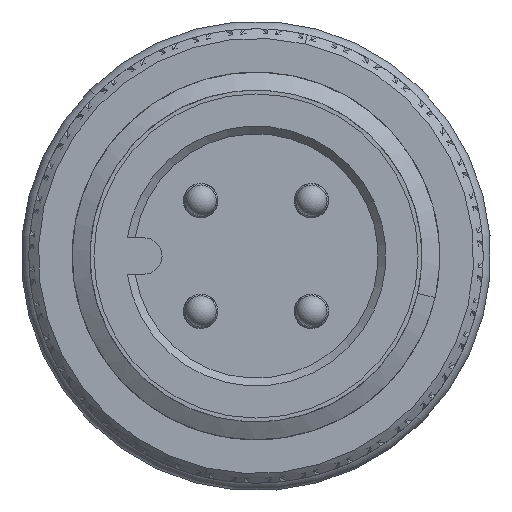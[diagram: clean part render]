
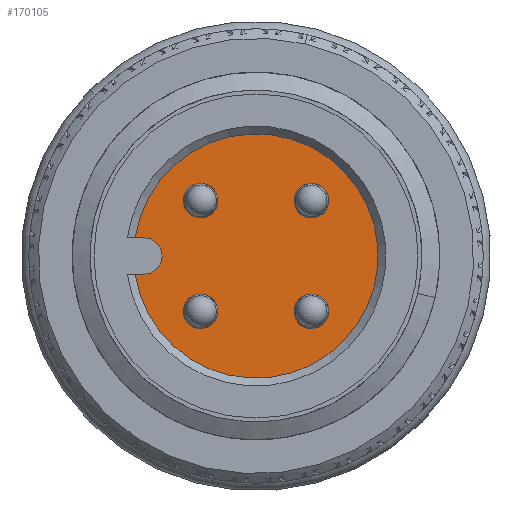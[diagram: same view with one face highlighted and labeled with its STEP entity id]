
A CAD part, left-side view. The second image highlights one B-rep face of the part: STEP entity #170105.
In plain terms, the highlighted face is planar.
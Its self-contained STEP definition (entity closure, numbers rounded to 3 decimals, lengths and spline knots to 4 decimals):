
#51491=DIRECTION('',(0.,0.,1.));
#51492=VECTOR('',#51491,0.2766);
#51493=CARTESIAN_POINT('',(28.15,0.58,3.88));
#51494=LINE('',#51493,#51492);
#51495=CARTESIAN_POINT('',(28.15,-0.58,4.1566));
#51502=CARTESIAN_POINT('',(28.15,0.,0.3));
#51503=DIRECTION('',(1.,0.,0.));
#51504=DIRECTION('',(0.,-0.149,0.989));
#51505=AXIS2_PLACEMENT_3D('',#51502,#51503,#51504);
#51514=DIRECTION('',(0.,0.,1.));
#51515=VECTOR('',#51514,0.2766);
#51516=CARTESIAN_POINT('',(28.15,-0.58,3.88));
#51517=LINE('',#51516,#51515);
#51518=CARTESIAN_POINT('',(28.15,0.,3.88));
#51519=DIRECTION('',(-1.,0.,0.));
#51520=DIRECTION('',(0.,1.,0.));
#51521=AXIS2_PLACEMENT_3D('',#51518,#51519,#51520);
#51523=CARTESIAN_POINT('',(28.15,-1.7678,-1.4678));
#51524=DIRECTION('',(-1.,0.,0.));
#51525=DIRECTION('',(0.,-1.,0.));
#51526=AXIS2_PLACEMENT_3D('',#51523,#51524,#51525);
#51528=CARTESIAN_POINT('',(28.15,-1.7678,-1.4678));
#51529=DIRECTION('',(-1.,0.,0.));
#51530=DIRECTION('',(0.,1.,0.));
#51531=AXIS2_PLACEMENT_3D('',#51528,#51529,#51530);
#51533=CARTESIAN_POINT('',(28.15,1.7678,-1.4678));
#51534=DIRECTION('',(-1.,0.,0.));
#51535=DIRECTION('',(0.,-1.,0.));
#51536=AXIS2_PLACEMENT_3D('',#51533,#51534,#51535);
#51538=CARTESIAN_POINT('',(28.15,1.7678,-1.4678));
#51539=DIRECTION('',(-1.,0.,0.));
#51540=DIRECTION('',(0.,1.,0.));
#51541=AXIS2_PLACEMENT_3D('',#51538,#51539,#51540);
#51543=CARTESIAN_POINT('',(28.15,1.7678,2.0678));
#51544=DIRECTION('',(-1.,0.,0.));
#51545=DIRECTION('',(0.,-1.,0.));
#51546=AXIS2_PLACEMENT_3D('',#51543,#51544,#51545);
#51548=CARTESIAN_POINT('',(28.15,1.7678,2.0678));
#51549=DIRECTION('',(-1.,0.,0.));
#51550=DIRECTION('',(0.,1.,0.));
#51551=AXIS2_PLACEMENT_3D('',#51548,#51549,#51550);
#51553=CARTESIAN_POINT('',(28.15,-1.7678,2.0678));
#51554=DIRECTION('',(-1.,0.,0.));
#51555=DIRECTION('',(0.,-1.,0.));
#51556=AXIS2_PLACEMENT_3D('',#51553,#51554,#51555);
#51558=CARTESIAN_POINT('',(28.15,-1.7678,2.0678));
#51559=DIRECTION('',(-1.,0.,0.));
#51560=DIRECTION('',(0.,1.,0.));
#51561=AXIS2_PLACEMENT_3D('',#51558,#51559,#51560);
#57725=CARTESIAN_POINT('',(28.15,-0.58,3.88));
#57727=VERTEX_POINT('',#57725);
#57732=CARTESIAN_POINT('',(28.15,1.2178,2.0678));
#57733=CARTESIAN_POINT('',(28.15,2.3178,2.0678));
#57734=VERTEX_POINT('',#57732);
#57735=VERTEX_POINT('',#57733);
#57742=CARTESIAN_POINT('',(28.15,-1.2178,-1.4678));
#57743=CARTESIAN_POINT('',(28.15,-2.3178,-1.4678));
#57744=VERTEX_POINT('',#57742);
#57745=VERTEX_POINT('',#57743);
#57752=CARTESIAN_POINT('',(28.15,0.58,3.88));
#57754=VERTEX_POINT('',#57752);
#57762=CARTESIAN_POINT('',(28.15,0.58,4.1566));
#57763=VERTEX_POINT('',#57762);
#57778=CARTESIAN_POINT('',(28.15,2.3178,-1.4678));
#57779=CARTESIAN_POINT('',(28.15,1.2178,-1.4678));
#57780=VERTEX_POINT('',#57778);
#57781=VERTEX_POINT('',#57779);
#57784=CARTESIAN_POINT('',(28.15,-2.3178,2.0678));
#57785=CARTESIAN_POINT('',(28.15,-1.2178,2.0678));
#57786=VERTEX_POINT('',#57784);
#57787=VERTEX_POINT('',#57785);
#57788=VERTEX_POINT('',#51495);
#170070=CARTESIAN_POINT('',(28.15,0.,4.2));
#170071=DIRECTION('',(-1.,0.,0.));
#170072=DIRECTION('',(0.,-1.,0.));
#170073=AXIS2_PLACEMENT_3D('',#170070,#170071,#170072);
#170074=PLANE('',#170073);
#170075=ORIENTED_EDGE('',*,*,#170049,.T.);
#170076=ORIENTED_EDGE('',*,*,#170064,.F.);
#170077=ORIENTED_EDGE('',*,*,#170021,.F.);
#170078=ORIENTED_EDGE('',*,*,#170037,.F.);
#170079=EDGE_LOOP('',(#170075,#170076,#170077,#170078));
#170080=FACE_OUTER_BOUND('',#170079,.F.);
#170082=ORIENTED_EDGE('',*,*,#170081,.F.);
#170084=ORIENTED_EDGE('',*,*,#170083,.F.);
#170085=EDGE_LOOP('',(#170082,#170084));
#170086=FACE_BOUND('',#170085,.F.);
#170088=ORIENTED_EDGE('',*,*,#170087,.F.);
#170090=ORIENTED_EDGE('',*,*,#170089,.F.);
#170091=EDGE_LOOP('',(#170088,#170090));
#170092=FACE_BOUND('',#170091,.F.);
#170094=ORIENTED_EDGE('',*,*,#170093,.F.);
#170096=ORIENTED_EDGE('',*,*,#170095,.F.);
#170097=EDGE_LOOP('',(#170094,#170096));
#170098=FACE_BOUND('',#170097,.F.);
#170100=ORIENTED_EDGE('',*,*,#170099,.F.);
#170102=ORIENTED_EDGE('',*,*,#170101,.F.);
#170103=EDGE_LOOP('',(#170100,#170102));
#170104=FACE_BOUND('',#170103,.F.);
#170105=ADVANCED_FACE('',(#170080,#170086,#170092,#170098,#170104),#170074,.F.);
#51506=CIRCLE('',#51505,3.9);
#51522=CIRCLE('',#51521,0.58);
#51527=CIRCLE('',#51526,0.55);
#51532=CIRCLE('',#51531,0.55);
#51537=CIRCLE('',#51536,0.55);
#51542=CIRCLE('',#51541,0.55);
#51547=CIRCLE('',#51546,0.55);
#51552=CIRCLE('',#51551,0.55);
#51557=CIRCLE('',#51556,0.55);
#51562=CIRCLE('',#51561,0.55);
#170021=EDGE_CURVE('',#57727,#57788,#51517,.T.);
#170037=EDGE_CURVE('',#57754,#57727,#51522,.T.);
#170049=EDGE_CURVE('',#57754,#57763,#51494,.T.);
#170064=EDGE_CURVE('',#57788,#57763,#51506,.T.);
#170081=EDGE_CURVE('',#57745,#57744,#51527,.T.);
#170083=EDGE_CURVE('',#57744,#57745,#51532,.T.);
#170087=EDGE_CURVE('',#57781,#57780,#51537,.T.);
#170089=EDGE_CURVE('',#57780,#57781,#51542,.T.);
#170093=EDGE_CURVE('',#57734,#57735,#51547,.T.);
#170095=EDGE_CURVE('',#57735,#57734,#51552,.T.);
#170099=EDGE_CURVE('',#57786,#57787,#51557,.T.);
#170101=EDGE_CURVE('',#57787,#57786,#51562,.T.);
